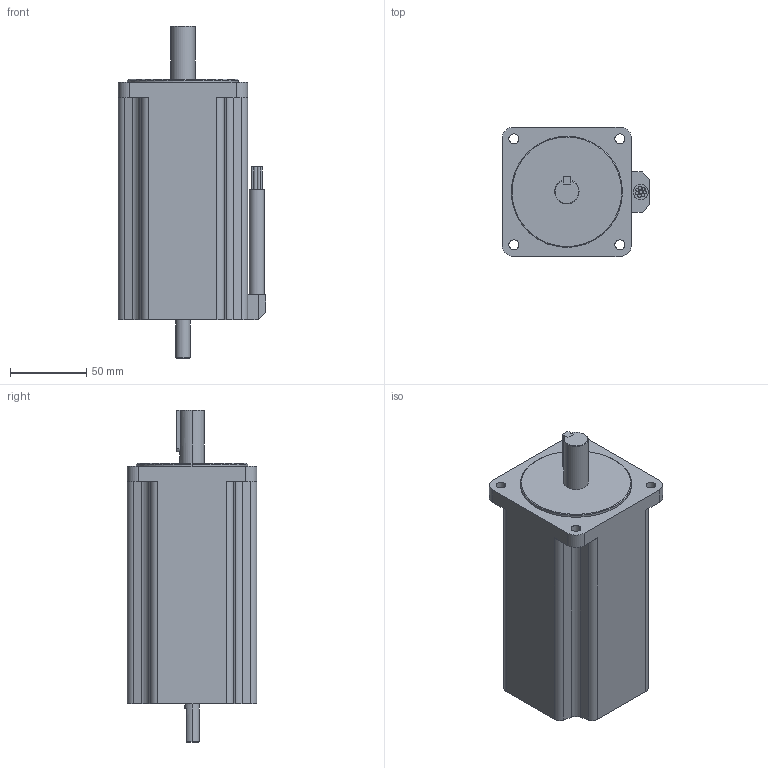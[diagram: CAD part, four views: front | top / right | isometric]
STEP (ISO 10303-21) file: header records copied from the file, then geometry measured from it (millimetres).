
FILE_DESCRIPTION (( 'STEP AP214' ), '1' );
FILE_NAME ('AM34HD3402-M02.STEP', '2018-05-07T08:42:51', ( '' ), ( '' ), 'SwSTEP 2.0', 'SolidWorks 2015', '' );
FILE_SCHEMA (( 'AUTOMOTIVE_DESIGN' ));
Length unit declared in the file: millimetre
Products named in the file (1): AM34HD3402-M02
Bounding box: 97 x 85 x 218 mm (x, y, z)
Volume: 1026601.7 mm3; surface area: 70200.3 mm2
Topology: 2 solids, 2 shells, 105 faces, 259 edges, 170 vertices
Faces by surface type: cylinder 50, plane 47, cone 8
Entity records: 3231 total; most frequent: CARTESIAN_POINT 578, DIRECTION 576, ORIENTED_EDGE 518, EDGE_CURVE 259, AXIS2_PLACEMENT_3D 216, VERTEX_POINT 170, VECTOR 144, LINE 144
